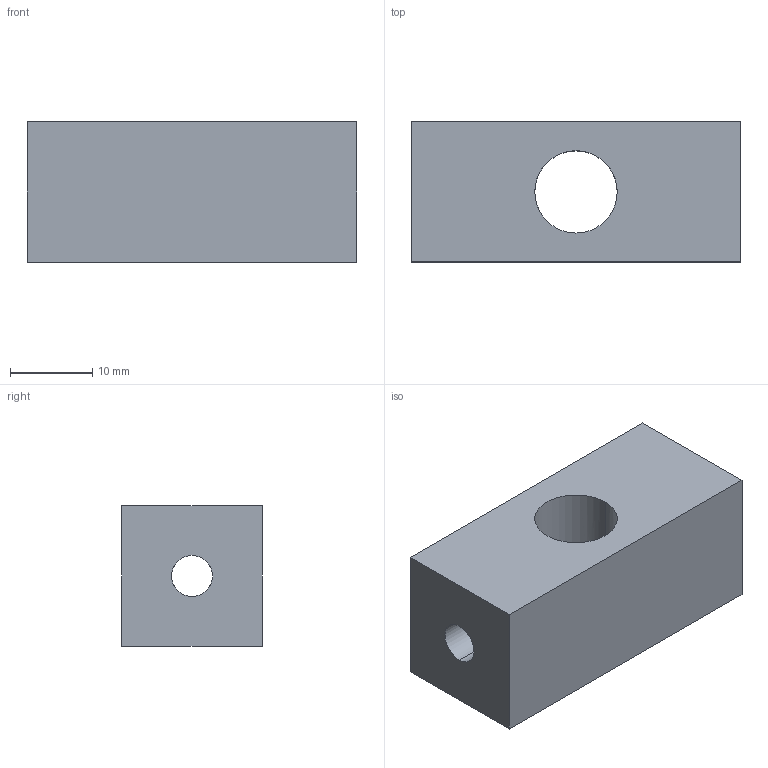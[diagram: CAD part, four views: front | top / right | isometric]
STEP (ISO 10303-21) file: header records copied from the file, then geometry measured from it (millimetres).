
FILE_DESCRIPTION (( 'STEP AP214' ), '1' );
FILE_NAME ('2x_ALTI_V2_USI_PM002.STEP', '2020-11-13T08:41:33', ( '' ), ( '' ), 'SwSTEP 2.0', 'SolidWorks 2020', '' );
FILE_SCHEMA (( 'AUTOMOTIVE_DESIGN' ));
Length unit declared in the file: millimetre
Products named in the file (1): 2x_ALTI_V2_USI_PM002
Bounding box: 40 x 17 x 17 mm (x, y, z)
Volume: 9629.4 mm3; surface area: 4076.7 mm2
Topology: 1 solids, 1 shells, 12 faces, 32 edges, 20 vertices
Faces by surface type: cylinder 6, plane 6
Entity records: 552 total; most frequent: CARTESIAN_POINT 185, ORIENTED_EDGE 64, DIRECTION 62, EDGE_CURVE 32, AXIS2_PLACEMENT_3D 21, LINE 20, VECTOR 20, VERTEX_POINT 20
